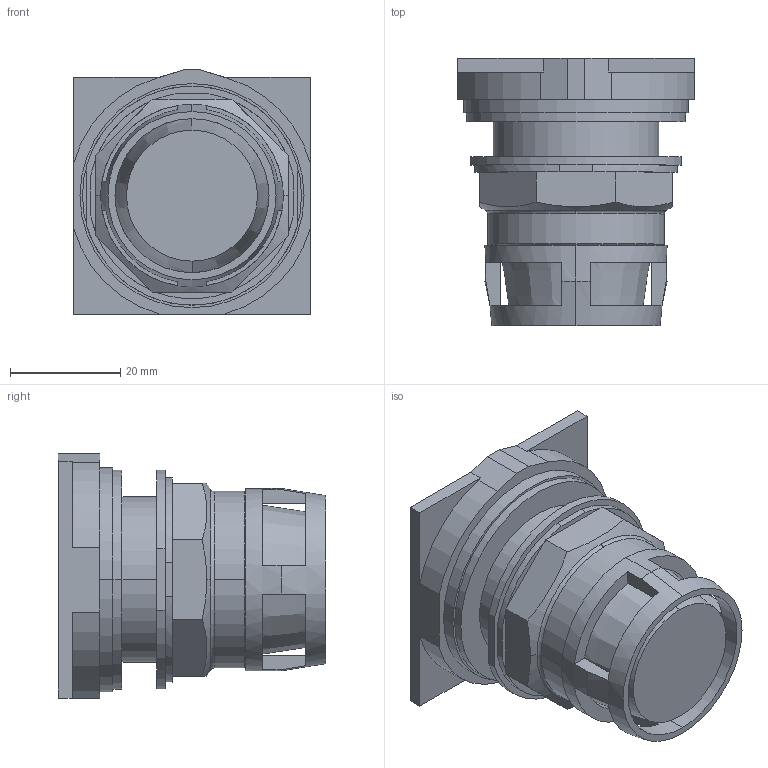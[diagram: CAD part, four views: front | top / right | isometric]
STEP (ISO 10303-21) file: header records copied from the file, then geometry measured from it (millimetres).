
FILE_DESCRIPTION(('starvars output'),'2;1');
FILE_NAME('9001K3L_3D.stp','08:26:00 2020/03/31',( 'Thomas Industrial Network Germany GmbH'),( 'Thomas Industrial Network Germany GmbH'),'unknown preprocess','ACIS' ,'unknown authorization');
FILE_SCHEMA(('AUTOMOTIVE_DESIGN_CC2 {UNKNOWN IMPLEMENTATION LEVEL}'));
Length unit declared in the file: millimetre
Products named in the file (1): PRODUCT_ID_3
Bounding box: 42.88 x 48.36 x 44.2 mm (x, y, z)
Volume: 43871.1 mm3; surface area: 13642.9 mm2
Topology: 2 solids, 2 shells, 104 faces, 266 edges, 170 vertices
Faces by surface type: plane 69, cylinder 25, cone 8, torus 2
Entity records: 3553 total; most frequent: ORIENTED_EDGE 532, CARTESIAN_POINT 471, DIRECTION 367, EDGE_CURVE 266, VERTEX_POINT 170, VECTOR 127, LINE 127, AXIS2_PLACEMENT_3D 120
